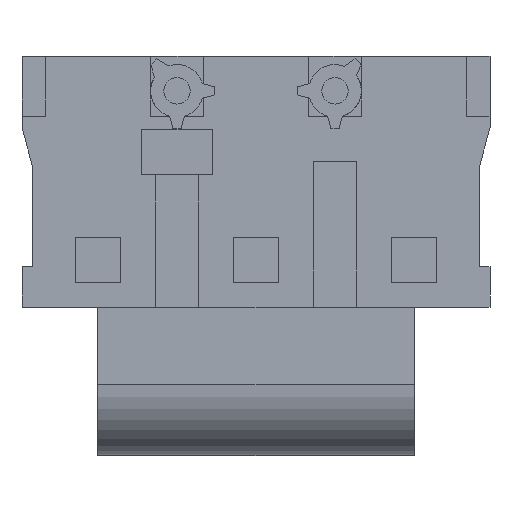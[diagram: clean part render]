
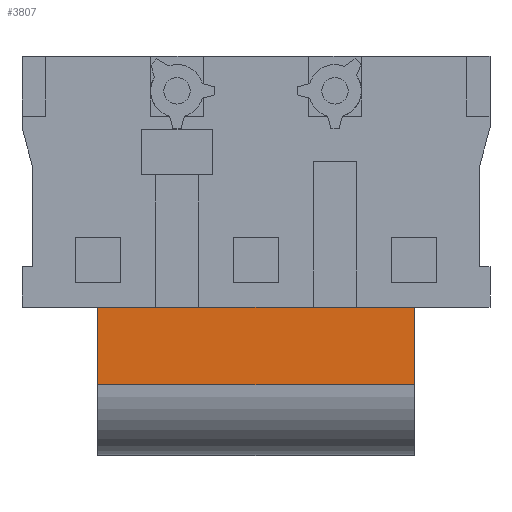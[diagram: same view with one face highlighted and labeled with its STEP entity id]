
A CAD part, front view. The second image highlights one B-rep face of the part: STEP entity #3807.
In plain terms, the highlighted planar face has unit normal (0, -1, 0).
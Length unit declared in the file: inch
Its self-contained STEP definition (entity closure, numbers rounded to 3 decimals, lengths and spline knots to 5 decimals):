
#1196=DIRECTION('',(0.,0.,-1.));
#1197=VECTOR('',#1196,0.0765);
#1198=CARTESIAN_POINT('',(0.156,-0.075,-0.12375));
#1199=LINE('',#1198,#1197);
#1212=DIRECTION('',(0.,0.,-1.));
#1213=VECTOR('',#1212,0.0765);
#1214=CARTESIAN_POINT('',(-0.156,-0.075,-0.12375));
#1215=LINE('',#1214,#1213);
#1365=DIRECTION('',(-1.,0.,0.));
#1366=VECTOR('',#1365,0.312);
#1367=CARTESIAN_POINT('',(0.156,-0.075,-0.12375));
#1368=LINE('',#1367,#1366);
#1369=DIRECTION('',(-1.,0.,0.));
#1370=VECTOR('',#1369,0.312);
#1371=CARTESIAN_POINT('',(0.156,-0.075,-0.20025));
#1372=LINE('',#1371,#1370);
#1505=CARTESIAN_POINT('',(0.156,-0.075,-0.12375));
#1506=CARTESIAN_POINT('',(0.156,-0.075,-0.20025));
#1507=VERTEX_POINT('',#1505);
#1508=VERTEX_POINT('',#1506);
#1531=CARTESIAN_POINT('',(-0.156,-0.075,-0.12375));
#1532=CARTESIAN_POINT('',(-0.156,-0.075,-0.20025));
#1533=VERTEX_POINT('',#1531);
#1534=VERTEX_POINT('',#1532);
#3795=CARTESIAN_POINT('',(0.156,-0.075,-0.12375));
#3796=DIRECTION('',(0.,-1.,0.));
#3797=DIRECTION('',(0.,0.,-1.));
#3798=AXIS2_PLACEMENT_3D('',#3795,#3796,#3797);
#3799=PLANE('',#3798);
#3800=ORIENTED_EDGE('',*,*,#3545,.T.);
#3802=ORIENTED_EDGE('',*,*,#3801,.T.);
#3803=ORIENTED_EDGE('',*,*,#3574,.F.);
#3804=ORIENTED_EDGE('',*,*,#3623,.F.);
#3805=EDGE_LOOP('',(#3800,#3802,#3803,#3804));
#3806=FACE_OUTER_BOUND('',#3805,.F.);
#3807=ADVANCED_FACE('',(#3806),#3799,.T.);
#3545=EDGE_CURVE('',#1507,#1508,#1199,.T.);
#3574=EDGE_CURVE('',#1533,#1534,#1215,.T.);
#3623=EDGE_CURVE('',#1507,#1533,#1368,.T.);
#3801=EDGE_CURVE('',#1508,#1534,#1372,.T.);
